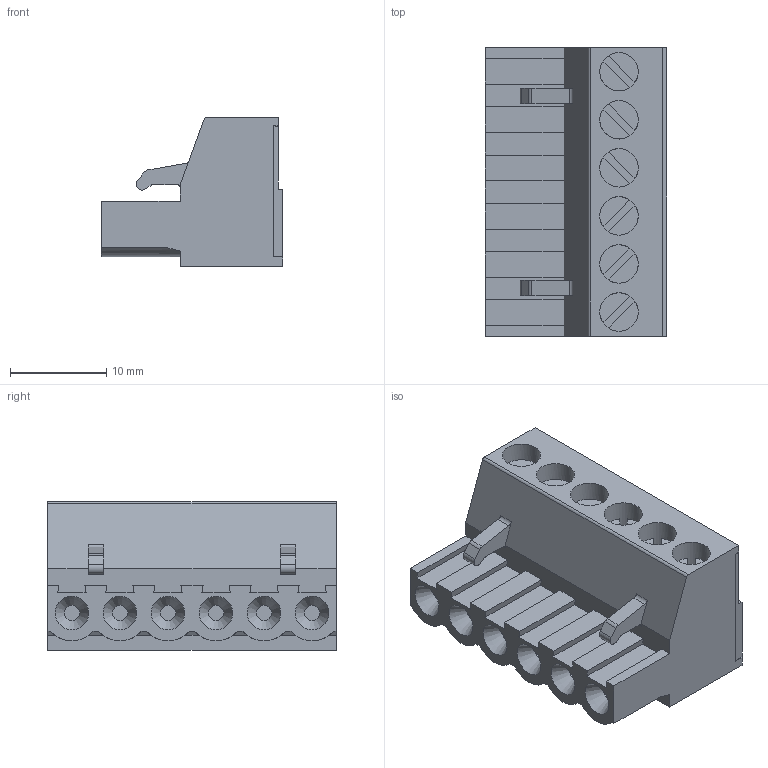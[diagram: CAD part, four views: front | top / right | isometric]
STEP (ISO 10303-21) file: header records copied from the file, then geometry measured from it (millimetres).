
FILE_DESCRIPTION( ( 'STEP AP214' ), '1' );
FILE_NAME( 'SH06-5.stp', ' ', ( ' ' ), ( ' ' ), 'PSStep 14.0', 'VISI 19.0', ' ' );
FILE_SCHEMA( ( 'AUTOMOTIVE_DESIGN { 1 0 10303 214 1 1 1 1 }' ) );
Length unit declared in the file: millimetre
Products named in the file (1): 1
Bounding box: 18.85 x 30 x 15.5 mm (x, y, z)
Volume: 5115.9 mm3; surface area: 3514.6 mm2
Topology: 1 solids, 1 shells, 203 faces, 525 edges, 342 vertices
Faces by surface type: plane 168, cylinder 29, cone 6
Full cylindrical faces by diameter (mm): 1.6 x6, 4 x6
Entity records: 7564 total; most frequent: CARTESIAN_POINT 1029, DIRECTION 997, ORIENTED_EDGE 990, EDGE_CURVE 495, LINE 401, VECTOR 401, VERTEX_POINT 330, AXIS2_PLACEMENT_3D 298
